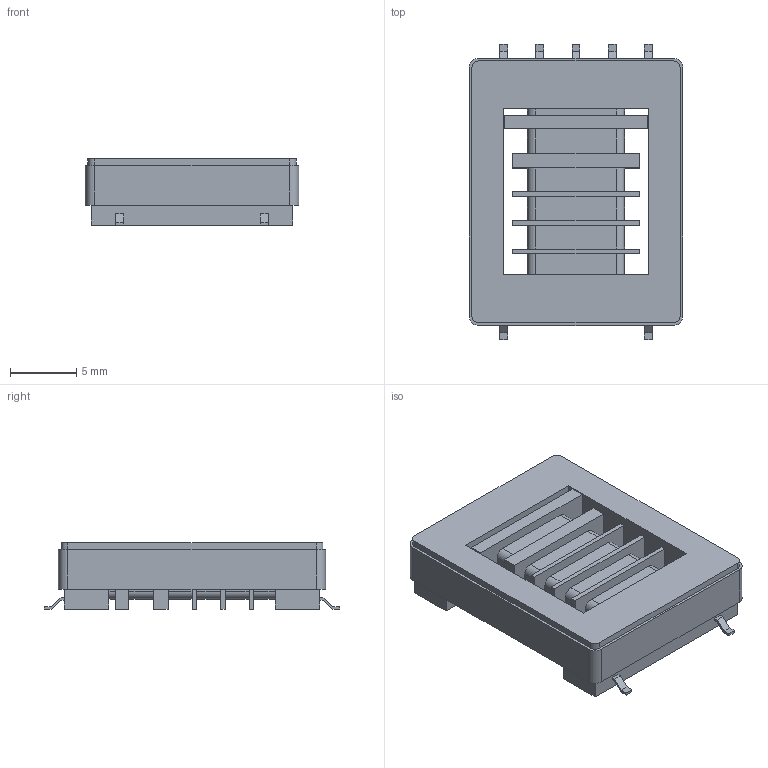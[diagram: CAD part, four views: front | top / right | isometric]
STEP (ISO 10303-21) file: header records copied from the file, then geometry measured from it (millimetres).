
FILE_DESCRIPTION (( 'STEP AP214' ), '1' );
FILE_NAME ('User Library-CTX210403 Transfo COILTRONICSG.STEP', '2017-10-23T13:41:49', ( 'Windows User' ), ( '' ), 'SwSTEP 2.0', 'SolidWorks 2017', '' );
FILE_SCHEMA (( 'AUTOMOTIVE_DESIGN' ));
Length unit declared in the file: millimetre
Products named in the file (1): User Library-CTX210403 Transfo COILTRONICSG
Bounding box: 16.05 x 22.2 x 5 mm (x, y, z)
Volume: 1186.7 mm3; surface area: 1383.9 mm2
Topology: 1 solids, 1 shells, 172 faces, 456 edges, 304 vertices
Faces by surface type: plane 140, cylinder 32
Entity records: 5326 total; most frequent: CARTESIAN_POINT 933, ORIENTED_EDGE 912, DIRECTION 866, EDGE_CURVE 456, LINE 392, VECTOR 392, VERTEX_POINT 304, AXIS2_PLACEMENT_3D 237
